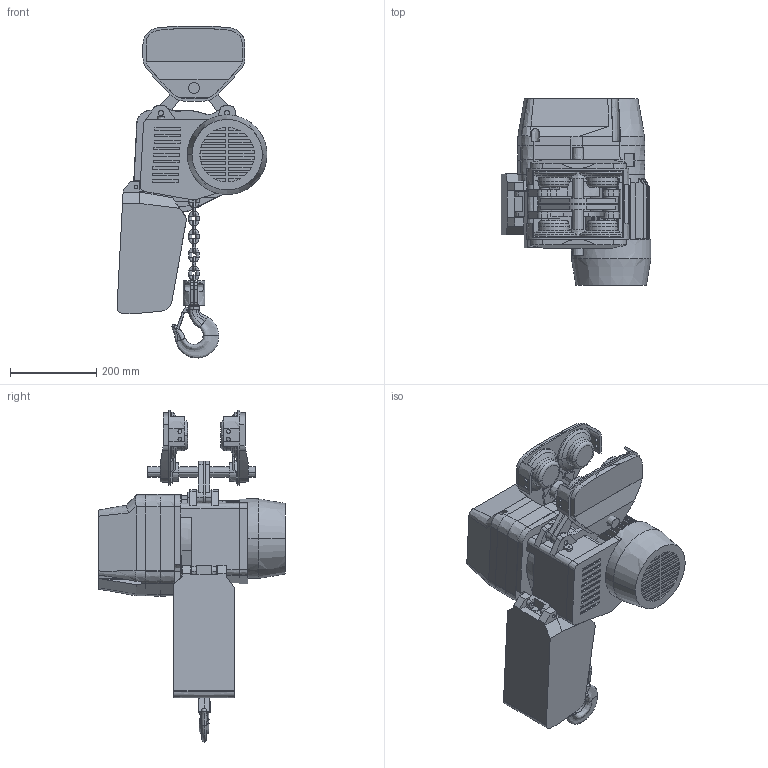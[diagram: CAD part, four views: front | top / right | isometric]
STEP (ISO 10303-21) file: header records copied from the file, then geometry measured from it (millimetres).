
FILE_DESCRIPTION(('STEP AP214'),'1');
FILE_NAME('KITO EQ Kättingtelfer 1000-1 med blockvagn.stp','2013-10-02T15:26:17',(' '),(' '),'Spatial InterOp 3D',' ',' ');
FILE_SCHEMA(('automotive_design'));
Length unit declared in the file: millimetre
Products named in the file (24): Assembly1; Part1; Part2; Part3; Part4; Part5; Part6; Assembly2; KITO EQ Kattingtelfer 1000-1 med blockvagn
Assembly tree (31 placements, depth 6):
  KITO EQ Kattingtelfer 1000-1 med blockvagn
    Assembly1
      Part1
      Part2
      Part3
      Part4
      Part5
      Part6
      Assembly1
        Assembly1
          Part1  x2
          Part3
          Part4
          Assembly1
            Part1
            Part2
        Assembly2  x2
          Part4
    Assembly2
      Assembly1
        Part1
        Part2
        Part3
      Part1  x2
Bounding box: 346.7 x 432.2 x 767.95 mm (x, y, z)
Volume: 25639129 mm3; surface area: 1493830.7 mm2
Topology: 29 solids, 29 shells, 1350 faces, 3512 edges, 2240 vertices
Faces by surface type: bspline 1350
Entity records: 66267 total; most frequent: CARTESIAN_POINT 32305, ORIENTED_EDGE 6090, DIRECTION 3400, EDGE_CURVE 3045, VERTEX_POINT 1982, LINE 1726, VECTOR 1726, EDGE_LOOP 1243
